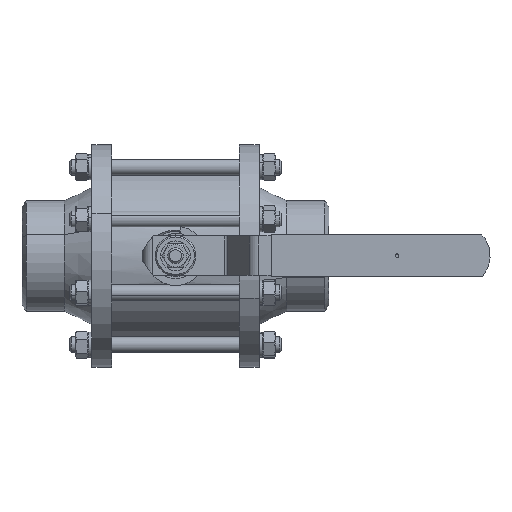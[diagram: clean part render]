
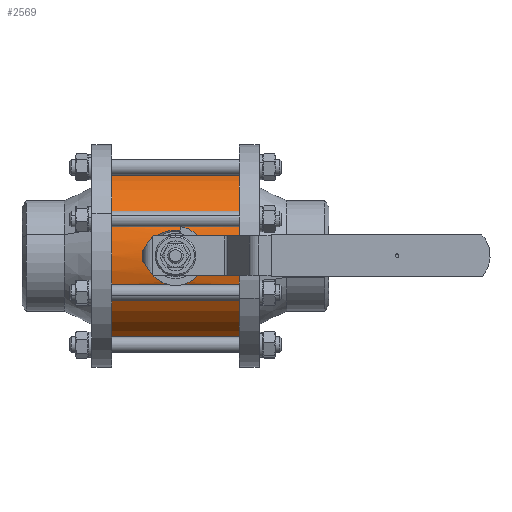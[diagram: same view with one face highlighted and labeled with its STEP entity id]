
A CAD part, top view. The second image highlights one B-rep face of the part: STEP entity #2569.
In plain terms, the highlighted cylindrical face has radius 87 mm (diameter 174 mm), a partial arc.
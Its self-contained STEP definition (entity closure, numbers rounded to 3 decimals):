
#2447=CARTESIAN_POINT('',(0.0,0.,0.0));
#2448=DIRECTION('',(1.0,0.0,0.0));
#2449=DIRECTION('',(0.0,1.0,0.0));
#2450=AXIS2_PLACEMENT_3D('',#2447,#2448,#2449);
#2451=CYLINDRICAL_SURFACE('',#2450,87.);
#2452=CARTESIAN_POINT('',(-64.5,87.,0.));
#2453=VERTEX_POINT('',#2452);
#2454=CARTESIAN_POINT('',(64.5,87.,0.));
#2455=VERTEX_POINT('',#2454);
#2456=CARTESIAN_POINT('',(-64.5,87.,0.));
#2457=DIRECTION('',(1.0,0.0,0.0));
#2458=VECTOR('',#2457,129.0);
#2459=LINE('',#2456,#2458);
#2460=EDGE_CURVE('',#2453,#2455,#2459,.T.);
#2461=ORIENTED_EDGE('',*,*,#2460,.F.);
#2462=CARTESIAN_POINT('',(-64.5,-87.,0.));
#2463=VERTEX_POINT('',#2462);
#2464=CARTESIAN_POINT('',(-64.5,0.,0.0));
#2465=DIRECTION('',(1.0,0.0,0.0));
#2466=DIRECTION('',(0.0,1.0,0.0));
#2467=AXIS2_PLACEMENT_3D('',#2464,#2465,#2466);
#2468=CIRCLE('',#2467,87.);
#2469=EDGE_CURVE('',#2453,#2463,#2468,.T.);
#2470=ORIENTED_EDGE('',*,*,#2469,.T.);
#2471=CARTESIAN_POINT('',(64.5,-87.,0.));
#2472=VERTEX_POINT('',#2471);
#2473=CARTESIAN_POINT('',(64.5,-87.,0.));
#2474=DIRECTION('',(-1.0,0.0,0.0));
#2475=VECTOR('',#2474,129.0);
#2476=LINE('',#2473,#2475);
#2477=EDGE_CURVE('',#2472,#2463,#2476,.T.);
#2478=ORIENTED_EDGE('',*,*,#2477,.F.);
#2479=CARTESIAN_POINT('',(64.5,0.,0.0));
#2480=DIRECTION('',(-1.0,0.0,0.0));
#2481=DIRECTION('',(0.0,1.0,0.0));
#2482=AXIS2_PLACEMENT_3D('',#2479,#2480,#2481);
#2483=CIRCLE('',#2482,87.);
#2484=EDGE_CURVE('',#2472,#2455,#2483,.T.);
#2485=ORIENTED_EDGE('',*,*,#2484,.T.);
#2486=EDGE_LOOP('',(#2461,#2470,#2478,#2485));
#2487=FACE_OUTER_BOUND('',#2486,.T.);
#2488=CARTESIAN_POINT('',(-30.,0.0,87.));
#2489=VERTEX_POINT('',#2488);
#2490=CARTESIAN_POINT('',(30.,0.0,87.));
#2491=VERTEX_POINT('',#2490);
#2492=CARTESIAN_POINT('',(-30.,0.0,87.));
#2493=CARTESIAN_POINT('',(-30.,1.802,87.));
#2494=CARTESIAN_POINT('',(-29.778,3.641,86.943));
#2495=CARTESIAN_POINT('',(-28.879,7.245,86.717));
#2496=CARTESIAN_POINT('',(-28.202,9.011,86.548));
#2497=CARTESIAN_POINT('',(-26.46,12.34,86.137));
#2498=CARTESIAN_POINT('',(-25.393,13.908,85.893));
#2499=CARTESIAN_POINT('',(-22.983,16.757,85.383));
#2500=CARTESIAN_POINT('',(-21.64,18.038,85.117));
#2501=CARTESIAN_POINT('',(-18.896,20.222,84.624));
#2502=CARTESIAN_POINT('',(-17.402,21.213,84.379));
#2503=CARTESIAN_POINT('',(-14.203,22.944,83.925));
#2504=CARTESIAN_POINT('',(-12.499,23.684,83.716));
#2505=CARTESIAN_POINT('',(-8.982,24.865,83.373));
#2506=CARTESIAN_POINT('',(-7.168,25.307,83.239));
#2507=CARTESIAN_POINT('',(-3.547,25.883,83.061));
#2508=CARTESIAN_POINT('',(-1.74,26.018,83.018));
#2509=CARTESIAN_POINT('',(0.0,26.018,83.018));
#2510=CARTESIAN_POINT('',(1.74,26.018,83.018));
#2511=CARTESIAN_POINT('',(3.547,25.883,83.061));
#2512=CARTESIAN_POINT('',(7.168,25.307,83.239));
#2513=CARTESIAN_POINT('',(8.982,24.865,83.373));
#2514=CARTESIAN_POINT('',(12.499,23.684,83.716));
#2515=CARTESIAN_POINT('',(14.203,22.944,83.925));
#2516=CARTESIAN_POINT('',(17.402,21.213,84.379));
#2517=CARTESIAN_POINT('',(18.896,20.222,84.624));
#2518=CARTESIAN_POINT('',(21.64,18.038,85.117));
#2519=CARTESIAN_POINT('',(22.983,16.757,85.383));
#2520=CARTESIAN_POINT('',(25.393,13.908,85.893));
#2521=CARTESIAN_POINT('',(26.46,12.34,86.137));
#2522=CARTESIAN_POINT('',(28.202,9.011,86.548));
#2523=CARTESIAN_POINT('',(28.879,7.245,86.717));
#2524=CARTESIAN_POINT('',(29.778,3.641,86.943));
#2525=CARTESIAN_POINT('',(30.,1.802,87.));
#2526=CARTESIAN_POINT('',(30.,0.0,87.));
#2527=B_SPLINE_CURVE_WITH_KNOTS('',3,(#2492,#2493,#2494,#2495,#2496,#2497,#2498,#2499,#2500,#2501,#2502,#2503,#2504,#2505,#2506,#2507,#2508,#2509,#2510,#2511,#2512,#2513,#2514,#2515,#2516,#2517,#2518,#2519,#2520,#2521,#2522,#2523,#2524,#2525,#2526),.UNSPECIFIED.,.F.,.U.,(4,2,2,2,2,2,2,2,3,2,2,2,2,2,2,2,4),(12.751,13.291,13.832,14.373,14.914,15.435,15.957,16.479,17.001,17.523,18.045,18.567,19.089,19.629,20.17,20.711,21.251),.UNSPECIFIED.);
#2528=EDGE_CURVE('',#2489,#2491,#2527,.T.);
#2529=ORIENTED_EDGE('',*,*,#2528,.T.);
#2530=CARTESIAN_POINT('',(30.,0.0,87.));
#2531=CARTESIAN_POINT('',(30.,-1.802,87.));
#2532=CARTESIAN_POINT('',(29.778,-3.641,86.943));
#2533=CARTESIAN_POINT('',(28.879,-7.245,86.717));
#2534=CARTESIAN_POINT('',(28.202,-9.011,86.548));
#2535=CARTESIAN_POINT('',(26.46,-12.34,86.137));
#2536=CARTESIAN_POINT('',(25.393,-13.908,85.893));
#2537=CARTESIAN_POINT('',(22.983,-16.757,85.383));
#2538=CARTESIAN_POINT('',(21.64,-18.038,85.117));
#2539=CARTESIAN_POINT('',(18.896,-20.222,84.624));
#2540=CARTESIAN_POINT('',(17.402,-21.213,84.379));
#2541=CARTESIAN_POINT('',(14.203,-22.944,83.925));
#2542=CARTESIAN_POINT('',(12.499,-23.684,83.716));
#2543=CARTESIAN_POINT('',(8.982,-24.865,83.373));
#2544=CARTESIAN_POINT('',(7.168,-25.307,83.239));
#2545=CARTESIAN_POINT('',(3.547,-25.883,83.061));
#2546=CARTESIAN_POINT('',(1.74,-26.018,83.018));
#2547=CARTESIAN_POINT('',(-1.74,-26.018,83.018));
#2548=CARTESIAN_POINT('',(-3.547,-25.883,83.061));
#2549=CARTESIAN_POINT('',(-7.168,-25.307,83.239));
#2550=CARTESIAN_POINT('',(-8.982,-24.865,83.373));
#2551=CARTESIAN_POINT('',(-12.499,-23.684,83.716));
#2552=CARTESIAN_POINT('',(-14.203,-22.944,83.925));
#2553=CARTESIAN_POINT('',(-17.402,-21.213,84.379));
#2554=CARTESIAN_POINT('',(-18.896,-20.222,84.624));
#2555=CARTESIAN_POINT('',(-21.64,-18.038,85.117));
#2556=CARTESIAN_POINT('',(-22.983,-16.757,85.383));
#2557=CARTESIAN_POINT('',(-25.393,-13.908,85.893));
#2558=CARTESIAN_POINT('',(-26.46,-12.34,86.137));
#2559=CARTESIAN_POINT('',(-28.202,-9.011,86.548));
#2560=CARTESIAN_POINT('',(-28.879,-7.245,86.717));
#2561=CARTESIAN_POINT('',(-29.778,-3.641,86.943));
#2562=CARTESIAN_POINT('',(-30.,-1.802,87.));
#2563=CARTESIAN_POINT('',(-30.,0.0,87.));
#2564=B_SPLINE_CURVE_WITH_KNOTS('',3,(#2530,#2531,#2532,#2533,#2534,#2535,#2536,#2537,#2538,#2539,#2540,#2541,#2542,#2543,#2544,#2545,#2546,#2547,#2548,#2549,#2550,#2551,#2552,#2553,#2554,#2555,#2556,#2557,#2558,#2559,#2560,#2561,#2562,#2563),.UNSPECIFIED.,.F.,.U.,(4,2,2,2,2,2,2,2,2,2,2,2,2,2,2,2,4),(4.25,4.791,5.332,5.872,6.413,6.935,7.457,7.979,8.501,9.022,9.544,10.066,10.588,11.129,11.669,12.21,12.751),.UNSPECIFIED.);
#2565=EDGE_CURVE('',#2491,#2489,#2564,.T.);
#2566=ORIENTED_EDGE('',*,*,#2565,.T.);
#2567=EDGE_LOOP('',(#2529,#2566));
#2568=FACE_BOUND('',#2567,.T.);
#2569=ADVANCED_FACE('',(#2487,#2568),#2451,.T.);
